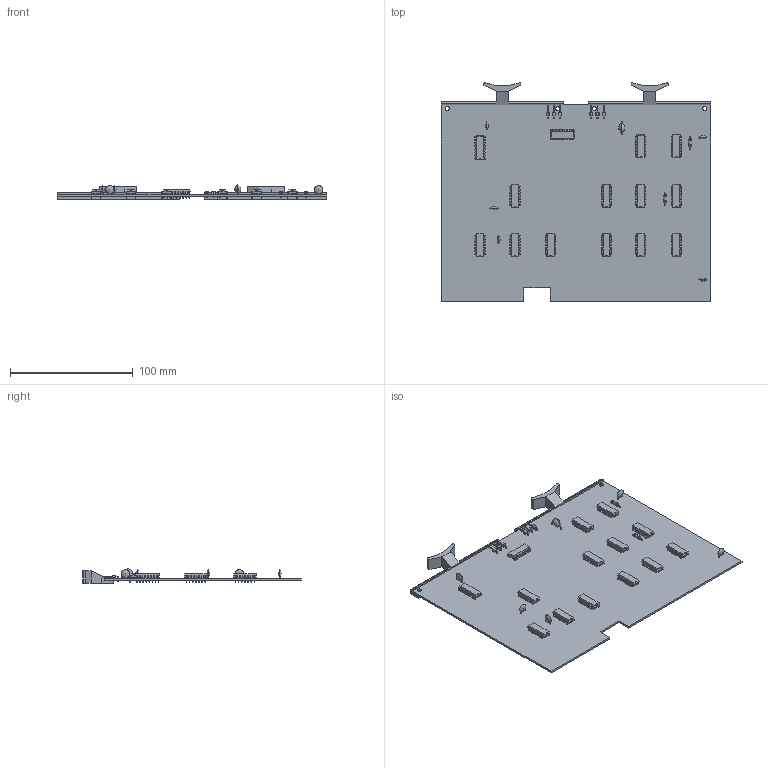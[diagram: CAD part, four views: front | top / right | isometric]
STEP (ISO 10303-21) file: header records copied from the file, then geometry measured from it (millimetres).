
FILE_DESCRIPTION(('KiCad electronic assembly'),'2;1');
FILE_NAME('program counter and adder logic.step','2021-07-14T16:22:08',( 'An Author'),('A Company'),'Open CASCADE STEP processor 7.5', 'KiCad to STEP converter','Unknown');
FILE_SCHEMA(('AUTOMOTIVE_DESIGN { 1 0 10303 214 1 1 1 1 }'));
Length unit declared in the file: millimetre
Products named in the file (16): Open CASCADE STEP translator 7.5 1; Card handles-Body; SOLID; C_Disc_D7.0mm_W2.5mm_P5.00mm; C_Disc_D7.5mm_W5.0mm_P10.00mm; DIP-14_W7.62mm; R_Axial_DIN0207_L6.3mm_D2.5mm_P10.16mm_Horizontal; DIP-16_W7.62mm; PinHeader_1x01_P2.54mm_Horizontal; COMPOUND
Assembly tree (38 placements, depth 3):
  Open CASCADE STEP translator 7.5 1
    Card handles-Body  x2
      SOLID
    C_Disc_D7.0mm_W2.5mm_P5.00mm  x5
      SOLID
    C_Disc_D7.5mm_W5.0mm_P10.00mm
      SOLID
    DIP-14_W7.62mm  x12
      SOLID
    R_Axial_DIN0207_L6.3mm_D2.5mm_P10.16mm_Horizontal  x2
      SOLID
    DIP-16_W7.62mm  x2
      SOLID
    PinHeader_1x01_P2.54mm_Horizontal  x6
      SOLID
    COMPOUND
Bounding box: 220 x 178.07 x 11.59 mm (x, y, z)
Volume: 71252.2 mm3; surface area: 88905.3 mm2
Topology: 31 solids, 31 shells, 4134 faces, 11173 edges, 7109 vertices
Faces by surface type: plane 3042, cylinder 682, bspline 368, revolution 22, sphere 12, torus 8
Full cylindrical faces by diameter (mm): 0.5 x10, 0.6 x8, 0.7 x4, 0.8 x214, 1 x8, 2.25 x2, 2.5 x4, 3.2 x8
Entity records: 70551 total; most frequent: CARTESIAN_POINT 17288, DIRECTION 9126, LINE 5622, VECTOR 5622, ORIENTED_EDGE 4740, PCURVE 4740, DEFINITIONAL_REPRESENTATION 4740, EDGE_CURVE 2370
